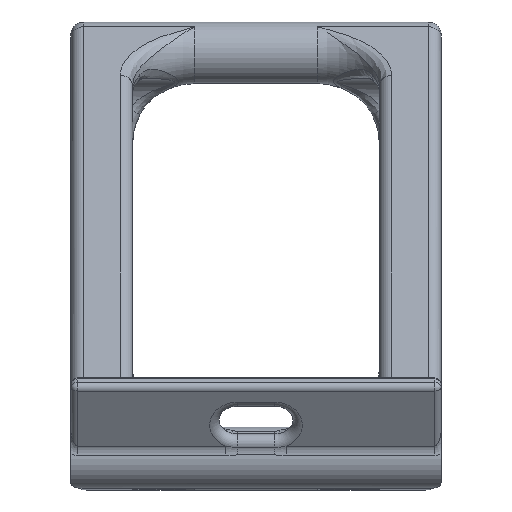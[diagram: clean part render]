
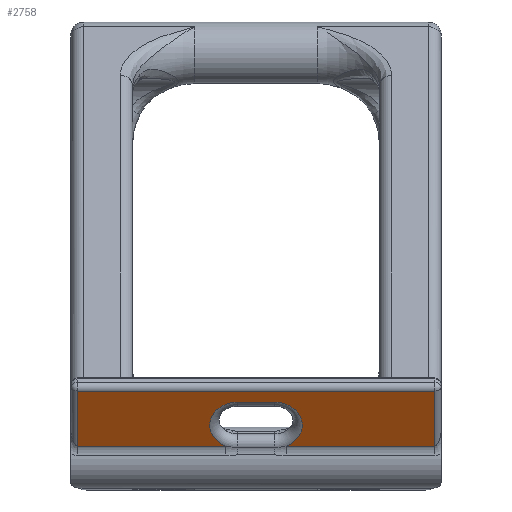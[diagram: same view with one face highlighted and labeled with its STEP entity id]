
A CAD part, top view. The second image highlights one B-rep face of the part: STEP entity #2758.
In plain terms, the highlighted planar face has unit normal (0, -0.558, 0.83).
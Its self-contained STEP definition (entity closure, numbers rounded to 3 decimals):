
#207=CIRCLE('',#2926,4.5);
#209=CIRCLE('',#2930,4.5);
#481=FACE_OUTER_BOUND('',#653,.T.);
#653=EDGE_LOOP('',(#2060,#2061,#2062,#2063,#2064,#2065,#2066,#2067));
#818=LINE('',#4206,#980);
#821=LINE('',#4268,#983);
#825=LINE('',#4390,#987);
#844=LINE('',#5155,#1006);
#845=LINE('',#5158,#1007);
#846=LINE('',#5159,#1008);
#980=VECTOR('',#3309,10.);
#983=VECTOR('',#3322,10.);
#987=VECTOR('',#3356,10.);
#1006=VECTOR('',#3459,10.);
#1007=VECTOR('',#3462,10.);
#1008=VECTOR('',#3463,10.);
#1129=VERTEX_POINT('',#4133);
#1132=VERTEX_POINT('',#4199);
#1135=VERTEX_POINT('',#4204);
#1140=VERTEX_POINT('',#4256);
#1149=VERTEX_POINT('',#4353);
#1151=VERTEX_POINT('',#4361);
#1157=VERTEX_POINT('',#4388);
#1205=VERTEX_POINT('',#5157);
#1412=EDGE_CURVE('',#1135,#1132,#818,.T.);
#1422=EDGE_CURVE('',#1140,#1129,#821,.T.);
#1433=EDGE_CURVE('',#1149,#1140,#207,.T.);
#1436=EDGE_CURVE('',#1132,#1151,#209,.T.);
#1444=EDGE_CURVE('',#1157,#1135,#825,.T.);
#1519=EDGE_CURVE('',#1151,#1149,#844,.T.);
#1520=EDGE_CURVE('',#1157,#1205,#845,.T.);
#1521=EDGE_CURVE('',#1129,#1205,#846,.T.);
#2060=ORIENTED_EDGE('',*,*,#1422,.F.);
#2061=ORIENTED_EDGE('',*,*,#1433,.F.);
#2062=ORIENTED_EDGE('',*,*,#1519,.F.);
#2063=ORIENTED_EDGE('',*,*,#1436,.F.);
#2064=ORIENTED_EDGE('',*,*,#1412,.F.);
#2065=ORIENTED_EDGE('',*,*,#1444,.F.);
#2066=ORIENTED_EDGE('',*,*,#1520,.T.);
#2067=ORIENTED_EDGE('',*,*,#1521,.F.);
#2678=PLANE('',#2978);
#2758=ADVANCED_FACE('',(#481),#2678,.T.);
#2926=AXIS2_PLACEMENT_3D('',#4355,#3334,#3335);
#2930=AXIS2_PLACEMENT_3D('',#4362,#3343,#3344);
#2978=AXIS2_PLACEMENT_3D('',#5156,#3460,#3461);
#3309=DIRECTION('',(-1.,0.,0.));
#3322=DIRECTION('',(-1.,0.,0.));
#3334=DIRECTION('center_axis',(0.,-0.558,0.83));
#3335=DIRECTION('ref_axis',(-1.,0.,0.));
#3343=DIRECTION('center_axis',(0.,-0.558,0.83));
#3344=DIRECTION('ref_axis',(1.,0.,0.));
#3356=DIRECTION('',(0.,-0.83,-0.558));
#3459=DIRECTION('',(-1.,0.,0.));
#3460=DIRECTION('center_axis',(0.,-0.558,0.83));
#3461=DIRECTION('ref_axis',(0.,0.83,0.558));
#3462=DIRECTION('',(-1.,0.,0.));
#3463=DIRECTION('',(0.,0.83,0.558));
#4133=CARTESIAN_POINT('',(1.,6.92,113.265));
#4199=CARTESIAN_POINT('',(34.899,6.92,113.265));
#4204=CARTESIAN_POINT('',(59.,6.92,113.265));
#4206=CARTESIAN_POINT('',(60.,6.92,113.265));
#4256=CARTESIAN_POINT('',(25.101,6.92,113.265));
#4268=CARTESIAN_POINT('',(60.,6.92,113.265));
#4353=CARTESIAN_POINT('',(27.,14.041,118.05));
#4355=CARTESIAN_POINT('Origin',(27.,10.306,115.54));
#4361=CARTESIAN_POINT('',(33.,14.041,118.05));
#4362=CARTESIAN_POINT('Origin',(33.,10.306,115.54));
#4388=CARTESIAN_POINT('',(59.,15.845,119.263));
#4390=CARTESIAN_POINT('',(59.,4.084,111.359));
#5155=CARTESIAN_POINT('',(43.5,14.041,118.05));
#5156=CARTESIAN_POINT('Origin',(60.,6.184,112.771));
#5157=CARTESIAN_POINT('',(1.,15.845,119.263));
#5158=CARTESIAN_POINT('',(60.,15.845,119.263));
#5159=CARTESIAN_POINT('',(1.,4.084,111.359));
